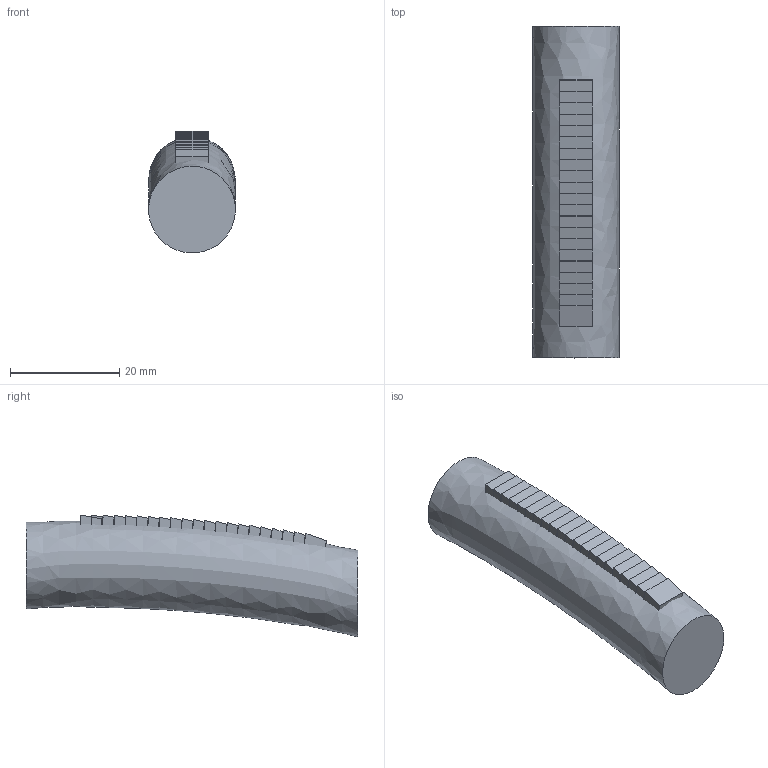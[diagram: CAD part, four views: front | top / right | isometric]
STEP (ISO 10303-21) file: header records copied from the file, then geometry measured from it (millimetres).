
FILE_DESCRIPTION(('Open CASCADE Model'),'2;1');
FILE_NAME('Open CASCADE Shape Model','2015-06-08T17:53:42',('Author'),( 'Open CASCADE'),'Open CASCADE STEP processor 6.8','Open CASCADE 6.8' ,'Unknown');
FILE_SCHEMA(('AUTOMOTIVE_DESIGN_CC2 { 1 2 10303 214 -1 1 5 4 }'));
Length unit declared in the file: millimetre
Products named in the file (22): Open CASCADE STEP translator 6.8 24; Open CASCADE STEP translator 6.8 25; Open CASCADE STEP translator 6.8 26; Open CASCADE STEP translator 6.8 27; Open CASCADE STEP translator 6.8 28; Open CASCADE STEP translator 6.8 29; Open CASCADE STEP translator 6.8 30; Open CASCADE STEP translator 6.8 31; Open CASCADE STEP translator 6.8 32; Open CASCADE STEP translator 6.8 33; Open CASCADE STEP translator 6.8 34; Open CASCADE STEP translator 6.8 35; Open CASCADE STEP translator 6.8 36; Open CASCADE STEP translator 6.8 37; Open CASCADE STEP translator 6.8 38; Open CASCADE STEP translator 6.8 39; Open CASCADE STEP translator 6.8 40; Open CASCADE STEP translator 6.8 41; Open CASCADE STEP translator 6.8 42; Open CASCADE STEP translator 6.8 43; Open CASCADE STEP translator 6.8 44; Open CASCADE STEP translator 6.8 45
Bounding box: 15.91 x 60.85 x 22.36 mm (x, y, z)
Volume: 14598 mm3; surface area: 7047.7 mm2
Topology: 22 solids, 22 shells, 150 faces, 318 edges, 212 vertices
Faces by surface type: plane 128, bspline 22
Entity records: 20656 total; most frequent: CARTESIAN_POINT 15055, ORIENTED_EDGE 636, PCURVE 636, DEFINITIONAL_REPRESENTATION 636, B_SPLINE_CURVE_WITH_KNOTS 627, DIRECTION 580, LINE 322, VECTOR 322
